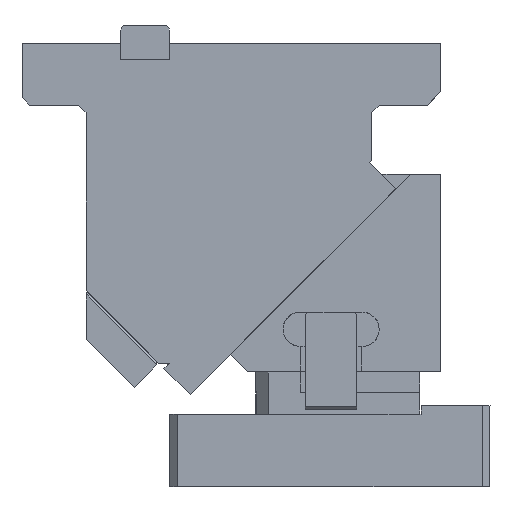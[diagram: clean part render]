
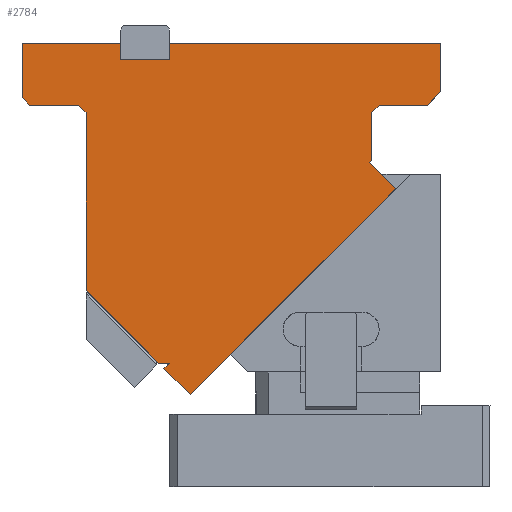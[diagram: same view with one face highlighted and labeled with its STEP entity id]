
A CAD part, front view. The second image highlights one B-rep face of the part: STEP entity #2784.
In plain terms, the highlighted planar face has unit normal (0, -1, 0).
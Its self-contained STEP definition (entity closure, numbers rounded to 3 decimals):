
#2585=CARTESIAN_POINT('Axis2P3D Location',(-58.421,-0.5,24.016)) ;
#2590=CARTESIAN_POINT('Line Origine',(88.687,-0.5,3.385)) ;
#2594=CARTESIAN_POINT('Vertex',(88.218,-0.5,2.917)) ;
#2596=CARTESIAN_POINT('Vertex',(89.155,-0.5,3.854)) ;
#2599=CARTESIAN_POINT('Line Origine',(89.155,-0.5,13.602)) ;
#2603=CARTESIAN_POINT('Vertex',(89.155,-0.5,23.351)) ;
#2606=CARTESIAN_POINT('Line Origine',(90.655,-0.5,24.851)) ;
#2610=CARTESIAN_POINT('Vertex',(92.155,-0.5,26.351)) ;
#2613=CARTESIAN_POINT('Line Origine',(101.904,-0.5,26.351)) ;
#2617=CARTESIAN_POINT('Vertex',(111.653,-0.5,26.351)) ;
#2620=CARTESIAN_POINT('Line Origine',(114.404,-0.5,29.102)) ;
#2624=CARTESIAN_POINT('Vertex',(117.155,-0.5,31.854)) ;
#2627=CARTESIAN_POINT('Line Origine',(117.155,-0.5,41.602)) ;
#2631=CARTESIAN_POINT('Vertex',(117.155,-0.5,51.351)) ;
#2634=CARTESIAN_POINT('Line Origine',(62.155,-0.5,51.351)) ;
#2638=CARTESIAN_POINT('Vertex',(7.155,-0.5,51.351)) ;
#2641=CARTESIAN_POINT('Line Origine',(7.155,-0.5,48.101)) ;
#2645=CARTESIAN_POINT('Vertex',(7.155,-0.5,44.851)) ;
#2648=CARTESIAN_POINT('Line Origine',(-2.845,-0.5,44.851)) ;
#2652=CARTESIAN_POINT('Vertex',(-12.845,-0.5,44.851)) ;
#2655=CARTESIAN_POINT('Line Origine',(-12.845,-0.5,48.101)) ;
#2659=CARTESIAN_POINT('Vertex',(-12.845,-0.5,51.351)) ;
#2662=CARTESIAN_POINT('Line Origine',(-32.845,-0.5,51.351)) ;
#2666=CARTESIAN_POINT('Vertex',(-52.845,-0.5,51.351)) ;
#2669=CARTESIAN_POINT('Line Origine',(-52.845,-0.5,40.351)) ;
#2673=CARTESIAN_POINT('Vertex',(-52.845,-0.5,29.351)) ;
#2676=CARTESIAN_POINT('Line Origine',(-51.345,-0.5,27.851)) ;
#2680=CARTESIAN_POINT('Vertex',(-49.845,-0.5,26.351)) ;
#2683=CARTESIAN_POINT('Line Origine',(-39.845,-0.5,26.351)) ;
#2687=CARTESIAN_POINT('Vertex',(-29.845,-0.5,26.351)) ;
#2690=CARTESIAN_POINT('Line Origine',(-28.345,-0.5,24.851)) ;
#2694=CARTESIAN_POINT('Vertex',(-26.845,-0.5,23.351)) ;
#2697=CARTESIAN_POINT('Line Origine',(-26.845,-0.5,-12.773)) ;
#2701=CARTESIAN_POINT('Vertex',(-26.845,-0.5,-48.898)) ;
#2704=CARTESIAN_POINT('Line Origine',(-22.523,-0.5,-53.219)) ;
#2708=CARTESIAN_POINT('Vertex',(-18.201,-0.5,-57.541)) ;
#2711=CARTESIAN_POINT('Line Origine',(-11.484,-0.5,-64.259)) ;
#2715=CARTESIAN_POINT('Vertex',(-4.766,-0.5,-70.976)) ;
#2718=CARTESIAN_POINT('Line Origine',(-1.054,-0.5,-74.688)) ;
#2722=CARTESIAN_POINT('Vertex',(2.658,-0.5,-78.401)) ;
#2725=CARTESIAN_POINT('Line Origine',(4.78,-0.5,-78.401)) ;
#2729=CARTESIAN_POINT('Vertex',(6.901,-0.5,-78.401)) ;
#2732=CARTESIAN_POINT('Line Origine',(5.84,-0.5,-79.461)) ;
#2736=CARTESIAN_POINT('Vertex',(4.78,-0.5,-80.522)) ;
#2739=CARTESIAN_POINT('Line Origine',(10.083,-0.5,-85.825)) ;
#2743=CARTESIAN_POINT('Vertex',(15.386,-0.5,-91.129)) ;
#2746=CARTESIAN_POINT('Line Origine',(57.106,-0.5,-49.409)) ;
#2750=CARTESIAN_POINT('Vertex',(98.825,-0.5,-7.69)) ;
#2753=CARTESIAN_POINT('Line Origine',(93.522,-0.5,-2.387)) ;
#2586=DIRECTION('Axis2P3D Direction',(0.,-1.,0.)) ;
#2587=DIRECTION('Axis2P3D XDirection',(1.,0.,0.)) ;
#2591=DIRECTION('Vector Direction',(0.707,0.,0.707)) ;
#2600=DIRECTION('Vector Direction',(0.,0.,1.)) ;
#2607=DIRECTION('Vector Direction',(0.707,0.,0.707)) ;
#2614=DIRECTION('Vector Direction',(-1.,0.,0.)) ;
#2621=DIRECTION('Vector Direction',(-0.707,0.,-0.707)) ;
#2628=DIRECTION('Vector Direction',(0.,0.,-1.)) ;
#2635=DIRECTION('Vector Direction',(1.,0.,0.)) ;
#2642=DIRECTION('Vector Direction',(0.,0.,1.)) ;
#2649=DIRECTION('Vector Direction',(1.,0.,0.)) ;
#2656=DIRECTION('Vector Direction',(0.,0.,-1.)) ;
#2663=DIRECTION('Vector Direction',(1.,0.,0.)) ;
#2670=DIRECTION('Vector Direction',(0.,0.,1.)) ;
#2677=DIRECTION('Vector Direction',(0.707,0.,-0.707)) ;
#2684=DIRECTION('Vector Direction',(-1.,0.,0.)) ;
#2691=DIRECTION('Vector Direction',(0.707,0.,-0.707)) ;
#2698=DIRECTION('Vector Direction',(0.,0.,1.)) ;
#2705=DIRECTION('Vector Direction',(0.707,0.,-0.707)) ;
#2712=DIRECTION('Vector Direction',(0.707,0.,-0.707)) ;
#2719=DIRECTION('Vector Direction',(0.707,0.,-0.707)) ;
#2726=DIRECTION('Vector Direction',(1.,0.,0.)) ;
#2733=DIRECTION('Vector Direction',(-0.707,0.,-0.707)) ;
#2740=DIRECTION('Vector Direction',(0.707,0.,-0.707)) ;
#2747=DIRECTION('Vector Direction',(0.707,0.,0.707)) ;
#2754=DIRECTION('Vector Direction',(0.707,0.,-0.707)) ;
#2588=AXIS2_PLACEMENT_3D('Plane Axis2P3D',#2585,#2586,#2587) ;
#2759=ORIENTED_EDGE('',*,*,#2598,.T.) ;
#2760=ORIENTED_EDGE('',*,*,#2605,.T.) ;
#2761=ORIENTED_EDGE('',*,*,#2612,.T.) ;
#2762=ORIENTED_EDGE('',*,*,#2619,.F.) ;
#2763=ORIENTED_EDGE('',*,*,#2626,.F.) ;
#2764=ORIENTED_EDGE('',*,*,#2633,.F.) ;
#2765=ORIENTED_EDGE('',*,*,#2640,.F.) ;
#2766=ORIENTED_EDGE('',*,*,#2647,.F.) ;
#2767=ORIENTED_EDGE('',*,*,#2654,.F.) ;
#2768=ORIENTED_EDGE('',*,*,#2661,.F.) ;
#2769=ORIENTED_EDGE('',*,*,#2668,.F.) ;
#2770=ORIENTED_EDGE('',*,*,#2675,.F.) ;
#2771=ORIENTED_EDGE('',*,*,#2682,.T.) ;
#2772=ORIENTED_EDGE('',*,*,#2689,.F.) ;
#2773=ORIENTED_EDGE('',*,*,#2696,.T.) ;
#2774=ORIENTED_EDGE('',*,*,#2703,.F.) ;
#2775=ORIENTED_EDGE('',*,*,#2710,.T.) ;
#2776=ORIENTED_EDGE('',*,*,#2717,.T.) ;
#2777=ORIENTED_EDGE('',*,*,#2724,.T.) ;
#2778=ORIENTED_EDGE('',*,*,#2731,.F.) ;
#2779=ORIENTED_EDGE('',*,*,#2738,.T.) ;
#2780=ORIENTED_EDGE('',*,*,#2745,.T.) ;
#2781=ORIENTED_EDGE('',*,*,#2752,.T.) ;
#2782=ORIENTED_EDGE('',*,*,#2757,.F.) ;
#2592=VECTOR('Line Direction',#2591,1.) ;
#2601=VECTOR('Line Direction',#2600,1.) ;
#2608=VECTOR('Line Direction',#2607,1.) ;
#2615=VECTOR('Line Direction',#2614,1.) ;
#2622=VECTOR('Line Direction',#2621,1.) ;
#2629=VECTOR('Line Direction',#2628,1.) ;
#2636=VECTOR('Line Direction',#2635,1.) ;
#2643=VECTOR('Line Direction',#2642,1.) ;
#2650=VECTOR('Line Direction',#2649,1.) ;
#2657=VECTOR('Line Direction',#2656,1.) ;
#2664=VECTOR('Line Direction',#2663,1.) ;
#2671=VECTOR('Line Direction',#2670,1.) ;
#2678=VECTOR('Line Direction',#2677,1.) ;
#2685=VECTOR('Line Direction',#2684,1.) ;
#2692=VECTOR('Line Direction',#2691,1.) ;
#2699=VECTOR('Line Direction',#2698,1.) ;
#2706=VECTOR('Line Direction',#2705,1.) ;
#2713=VECTOR('Line Direction',#2712,1.) ;
#2720=VECTOR('Line Direction',#2719,1.) ;
#2727=VECTOR('Line Direction',#2726,1.) ;
#2734=VECTOR('Line Direction',#2733,1.) ;
#2741=VECTOR('Line Direction',#2740,1.) ;
#2748=VECTOR('Line Direction',#2747,1.) ;
#2755=VECTOR('Line Direction',#2754,1.) ;
#2784=ADVANCED_FACE('CAM HOLDER',(#2783),#2589,.T.) ;
#2598=EDGE_CURVE('',#2595,#2597,#2593,.T.) ;
#2605=EDGE_CURVE('',#2597,#2604,#2602,.T.) ;
#2612=EDGE_CURVE('',#2604,#2611,#2609,.T.) ;
#2619=EDGE_CURVE('',#2618,#2611,#2616,.T.) ;
#2626=EDGE_CURVE('',#2625,#2618,#2623,.T.) ;
#2633=EDGE_CURVE('',#2632,#2625,#2630,.T.) ;
#2640=EDGE_CURVE('',#2639,#2632,#2637,.T.) ;
#2647=EDGE_CURVE('',#2646,#2639,#2644,.T.) ;
#2654=EDGE_CURVE('',#2653,#2646,#2651,.T.) ;
#2661=EDGE_CURVE('',#2660,#2653,#2658,.T.) ;
#2668=EDGE_CURVE('',#2667,#2660,#2665,.T.) ;
#2675=EDGE_CURVE('',#2674,#2667,#2672,.T.) ;
#2682=EDGE_CURVE('',#2674,#2681,#2679,.T.) ;
#2689=EDGE_CURVE('',#2688,#2681,#2686,.T.) ;
#2696=EDGE_CURVE('',#2688,#2695,#2693,.T.) ;
#2703=EDGE_CURVE('',#2702,#2695,#2700,.T.) ;
#2710=EDGE_CURVE('',#2702,#2709,#2707,.T.) ;
#2717=EDGE_CURVE('',#2709,#2716,#2714,.T.) ;
#2724=EDGE_CURVE('',#2716,#2723,#2721,.T.) ;
#2731=EDGE_CURVE('',#2730,#2723,#2728,.F.) ;
#2738=EDGE_CURVE('',#2730,#2737,#2735,.T.) ;
#2745=EDGE_CURVE('',#2737,#2744,#2742,.T.) ;
#2752=EDGE_CURVE('',#2744,#2751,#2749,.T.) ;
#2757=EDGE_CURVE('',#2595,#2751,#2756,.T.) ;
#2758=EDGE_LOOP('',(#2759,#2760,#2761,#2762,#2763,#2764,#2765,#2766,#2767,#2768,#2769,#2770,#2771,#2772,#2773,#2774,#2775,#2776,#2777,#2778,#2779,#2780,#2781,#2782)) ;
#2783=FACE_OUTER_BOUND('',#2758,.T.) ;
#2593=LINE('Line',#2590,#2592) ;
#2602=LINE('Line',#2599,#2601) ;
#2609=LINE('Line',#2606,#2608) ;
#2616=LINE('Line',#2613,#2615) ;
#2623=LINE('Line',#2620,#2622) ;
#2630=LINE('Line',#2627,#2629) ;
#2637=LINE('Line',#2634,#2636) ;
#2644=LINE('Line',#2641,#2643) ;
#2651=LINE('Line',#2648,#2650) ;
#2658=LINE('Line',#2655,#2657) ;
#2665=LINE('Line',#2662,#2664) ;
#2672=LINE('Line',#2669,#2671) ;
#2679=LINE('Line',#2676,#2678) ;
#2686=LINE('Line',#2683,#2685) ;
#2693=LINE('Line',#2690,#2692) ;
#2700=LINE('Line',#2697,#2699) ;
#2707=LINE('Line',#2704,#2706) ;
#2714=LINE('Line',#2711,#2713) ;
#2721=LINE('Line',#2718,#2720) ;
#2728=LINE('Line',#2725,#2727) ;
#2735=LINE('Line',#2732,#2734) ;
#2742=LINE('Line',#2739,#2741) ;
#2749=LINE('Line',#2746,#2748) ;
#2756=LINE('Line',#2753,#2755) ;
#2589=PLANE('Plane',#2588) ;
#2595=VERTEX_POINT('',#2594) ;
#2597=VERTEX_POINT('',#2596) ;
#2604=VERTEX_POINT('',#2603) ;
#2611=VERTEX_POINT('',#2610) ;
#2618=VERTEX_POINT('',#2617) ;
#2625=VERTEX_POINT('',#2624) ;
#2632=VERTEX_POINT('',#2631) ;
#2639=VERTEX_POINT('',#2638) ;
#2646=VERTEX_POINT('',#2645) ;
#2653=VERTEX_POINT('',#2652) ;
#2660=VERTEX_POINT('',#2659) ;
#2667=VERTEX_POINT('',#2666) ;
#2674=VERTEX_POINT('',#2673) ;
#2681=VERTEX_POINT('',#2680) ;
#2688=VERTEX_POINT('',#2687) ;
#2695=VERTEX_POINT('',#2694) ;
#2702=VERTEX_POINT('',#2701) ;
#2709=VERTEX_POINT('',#2708) ;
#2716=VERTEX_POINT('',#2715) ;
#2723=VERTEX_POINT('',#2722) ;
#2730=VERTEX_POINT('',#2729) ;
#2737=VERTEX_POINT('',#2736) ;
#2744=VERTEX_POINT('',#2743) ;
#2751=VERTEX_POINT('',#2750) ;
